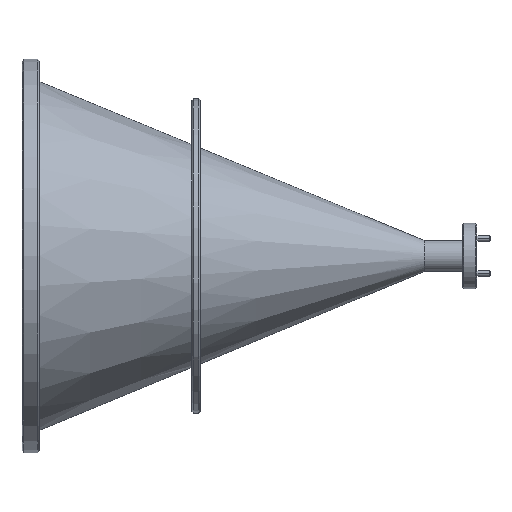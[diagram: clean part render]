
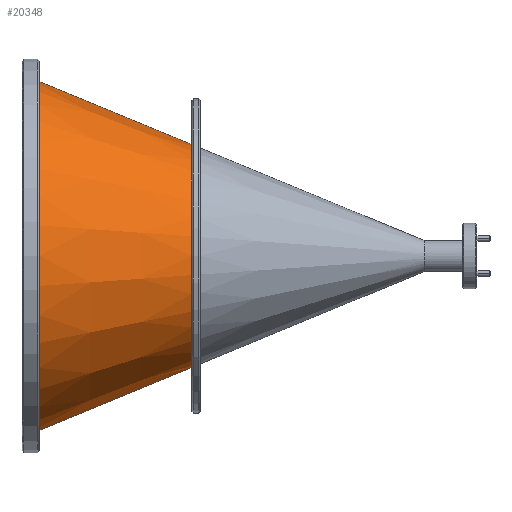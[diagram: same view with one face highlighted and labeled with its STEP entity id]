
A CAD part, top view. The second image highlights one B-rep face of the part: STEP entity #20348.
In plain terms, the highlighted conical face has half-angle 22.443 degrees and reference radius 32.396 mm.
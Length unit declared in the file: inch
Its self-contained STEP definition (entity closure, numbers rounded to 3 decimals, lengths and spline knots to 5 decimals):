
#430 = CIRCLE ( 'NONE', #10825, 1.27545 ) ;
#444 = DIRECTION ( 'NONE',  ( 0., -1., 0. ) ) ;
#952 = ORIENTED_EDGE ( 'NONE', *, *, #3871, .T. ) ;
#2072 = LINE ( 'NONE', #10913, #16217 ) ;
#2936 = EDGE_LOOP ( 'NONE', ( #8925, #952, #19148, #16585 ) ) ;
#3333 = VERTEX_POINT ( 'NONE', #11455 ) ;
#3482 = AXIS2_PLACEMENT_3D ( 'NONE', #10023, #18884, #13610 ) ;
#3499 = EDGE_CURVE ( 'NONE', #12491, #16531, #430, .T. ) ;
#3871 = EDGE_CURVE ( 'NONE', #16531, #3333, #2072, .T. ) ;
#3938 = CARTESIAN_POINT ( 'NONE',  ( -3.259, 0., 0. ) ) ;
#4446 = CARTESIAN_POINT ( 'NONE',  ( -5., 0., 0. ) ) ;
#5859 = EDGE_CURVE ( 'NONE', #12491, #14113, #20589, .T. ) ;
#6779 = FACE_OUTER_BOUND ( 'NONE', #2936, .T. ) ;
#8925 = ORIENTED_EDGE ( 'NONE', *, *, #3499, .T. ) ;
#9242 = CARTESIAN_POINT ( 'NONE',  ( -3.259, 1.27545, 0. ) ) ;
#10023 = CARTESIAN_POINT ( 'NONE',  ( -3.259, 0., 0. ) ) ;
#10825 = AXIS2_PLACEMENT_3D ( 'NONE', #3938, #20754, #444 ) ;
#10913 = CARTESIAN_POINT ( 'NONE',  ( -3.259, 1.27545, 0. ) ) ;
#10952 = CIRCLE ( 'NONE', #12371, 1.99456 ) ;
#11455 = CARTESIAN_POINT ( 'NONE',  ( -5., 1.99456, 0. ) ) ;
#11930 = CARTESIAN_POINT ( 'NONE',  ( -3.259, -1.27545, 0. ) ) ;
#12371 = AXIS2_PLACEMENT_3D ( 'NONE', #4446, #16538, #13287 ) ;
#12491 = VERTEX_POINT ( 'NONE', #11930 ) ;
#13287 = DIRECTION ( 'NONE',  ( 0., -1., 0. ) ) ;
#13610 = DIRECTION ( 'NONE',  ( 0., -1., 0. ) ) ;
#14113 = VERTEX_POINT ( 'NONE', #21711 ) ;
#15208 = DIRECTION ( 'NONE',  ( -0.924, -0.382, 0. ) ) ;
#16017 = CONICAL_SURFACE ( 'NONE', #3482, 1.27545, 0.392 ) ;
#16217 = VECTOR ( 'NONE', #21015, 39.37008 ) ;
#16531 = VERTEX_POINT ( 'NONE', #9242 ) ;
#16538 = DIRECTION ( 'NONE',  ( -1., 0., 0. ) ) ;
#16585 = ORIENTED_EDGE ( 'NONE', *, *, #5859, .F. ) ;
#18215 = EDGE_CURVE ( 'NONE', #14113, #3333, #10952, .T. ) ;
#18798 = CARTESIAN_POINT ( 'NONE',  ( -3.259, -1.27545, 0. ) ) ;
#18884 = DIRECTION ( 'NONE',  ( -1., 0., 0. ) ) ;
#19148 = ORIENTED_EDGE ( 'NONE', *, *, #18215, .F. ) ;
#20348 = ADVANCED_FACE ( 'NONE', ( #6779 ), #16017, .T. ) ;
#20589 = LINE ( 'NONE', #18798, #21897 ) ;
#20754 = DIRECTION ( 'NONE',  ( -1., 0., 0. ) ) ;
#21015 = DIRECTION ( 'NONE',  ( -0.924, 0.382, 0. ) ) ;
#21711 = CARTESIAN_POINT ( 'NONE',  ( -5., -1.99456, 0. ) ) ;
#21897 = VECTOR ( 'NONE', #15208, 39.37008 ) ;
